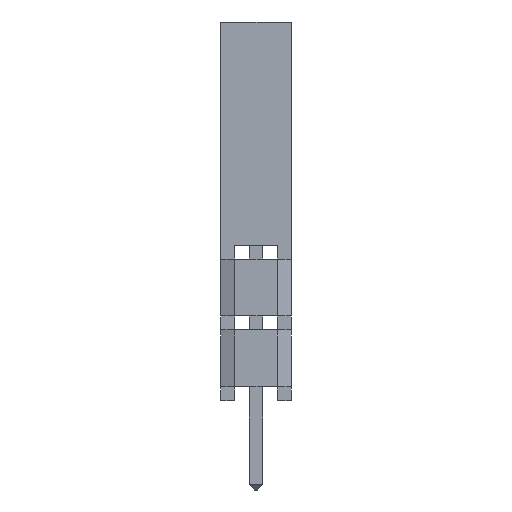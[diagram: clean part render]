
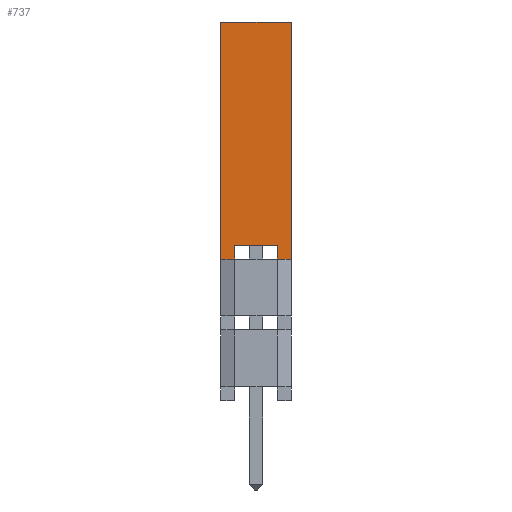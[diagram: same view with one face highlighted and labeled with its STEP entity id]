
A CAD part, left-side view. The second image highlights one B-rep face of the part: STEP entity #737.
In plain terms, the highlighted planar face has unit normal (-1, 0, 0).
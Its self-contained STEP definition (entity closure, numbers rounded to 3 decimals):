
#21 = EDGE_CURVE('',#22,#24,#26,.T.);
#22 = VERTEX_POINT('',#23);
#23 = CARTESIAN_POINT('',(-1.27,-1.27,13.58));
#24 = VERTEX_POINT('',#25);
#25 = CARTESIAN_POINT('',(-1.27,1.27,13.58));
#26 = LINE('',#27,#28);
#27 = CARTESIAN_POINT('',(-1.27,-1.27,13.58));
#28 = VECTOR('',#29,1.);
#29 = DIRECTION('',(0.,1.,0.));
#737 = ADVANCED_FACE('',(#738),#795,.F.);
#738 = FACE_BOUND('',#739,.F.);
#739 = EDGE_LOOP('',(#740,#741,#749,#757,#765,#773,#781,#789));
#740 = ORIENTED_EDGE('',*,*,#21,.F.);
#741 = ORIENTED_EDGE('',*,*,#742,.F.);
#742 = EDGE_CURVE('',#743,#22,#745,.T.);
#743 = VERTEX_POINT('',#744);
#744 = CARTESIAN_POINT('',(-1.27,-1.27,5.08));
#745 = LINE('',#746,#747);
#746 = CARTESIAN_POINT('',(-1.27,-1.27,5.08));
#747 = VECTOR('',#748,1.);
#748 = DIRECTION('',(0.,0.,1.));
#749 = ORIENTED_EDGE('',*,*,#750,.T.);
#750 = EDGE_CURVE('',#743,#751,#753,.T.);
#751 = VERTEX_POINT('',#752);
#752 = CARTESIAN_POINT('',(-1.27,-0.77,5.08));
#753 = LINE('',#754,#755);
#754 = CARTESIAN_POINT('',(-1.27,-1.27,5.08));
#755 = VECTOR('',#756,1.);
#756 = DIRECTION('',(0.,1.,0.));
#757 = ORIENTED_EDGE('',*,*,#758,.T.);
#758 = EDGE_CURVE('',#751,#759,#761,.T.);
#759 = VERTEX_POINT('',#760);
#760 = CARTESIAN_POINT('',(-1.27,-0.77,5.58));
#761 = LINE('',#762,#763);
#762 = CARTESIAN_POINT('',(-1.27,-0.77,5.08));
#763 = VECTOR('',#764,1.);
#764 = DIRECTION('',(0.,0.,1.));
#765 = ORIENTED_EDGE('',*,*,#766,.T.);
#766 = EDGE_CURVE('',#759,#767,#769,.T.);
#767 = VERTEX_POINT('',#768);
#768 = CARTESIAN_POINT('',(-1.27,0.77,5.58));
#769 = LINE('',#770,#771);
#770 = CARTESIAN_POINT('',(-1.27,-0.77,5.58));
#771 = VECTOR('',#772,1.);
#772 = DIRECTION('',(0.,1.,0.));
#773 = ORIENTED_EDGE('',*,*,#774,.F.);
#774 = EDGE_CURVE('',#775,#767,#777,.T.);
#775 = VERTEX_POINT('',#776);
#776 = CARTESIAN_POINT('',(-1.27,0.77,5.08));
#777 = LINE('',#778,#779);
#778 = CARTESIAN_POINT('',(-1.27,0.77,5.08));
#779 = VECTOR('',#780,1.);
#780 = DIRECTION('',(0.,0.,1.));
#781 = ORIENTED_EDGE('',*,*,#782,.T.);
#782 = EDGE_CURVE('',#775,#783,#785,.T.);
#783 = VERTEX_POINT('',#784);
#784 = CARTESIAN_POINT('',(-1.27,1.27,5.08));
#785 = LINE('',#786,#787);
#786 = CARTESIAN_POINT('',(-1.27,-1.27,5.08));
#787 = VECTOR('',#788,1.);
#788 = DIRECTION('',(0.,1.,0.));
#789 = ORIENTED_EDGE('',*,*,#790,.T.);
#790 = EDGE_CURVE('',#783,#24,#791,.T.);
#791 = LINE('',#792,#793);
#792 = CARTESIAN_POINT('',(-1.27,1.27,5.08));
#793 = VECTOR('',#794,1.);
#794 = DIRECTION('',(0.,0.,1.));
#795 = PLANE('',#796);
#796 = AXIS2_PLACEMENT_3D('',#797,#798,#799);
#797 = CARTESIAN_POINT('',(-1.27,-1.27,5.08));
#798 = DIRECTION('',(1.,0.,0.));
#799 = DIRECTION('',(0.,0.,1.));
